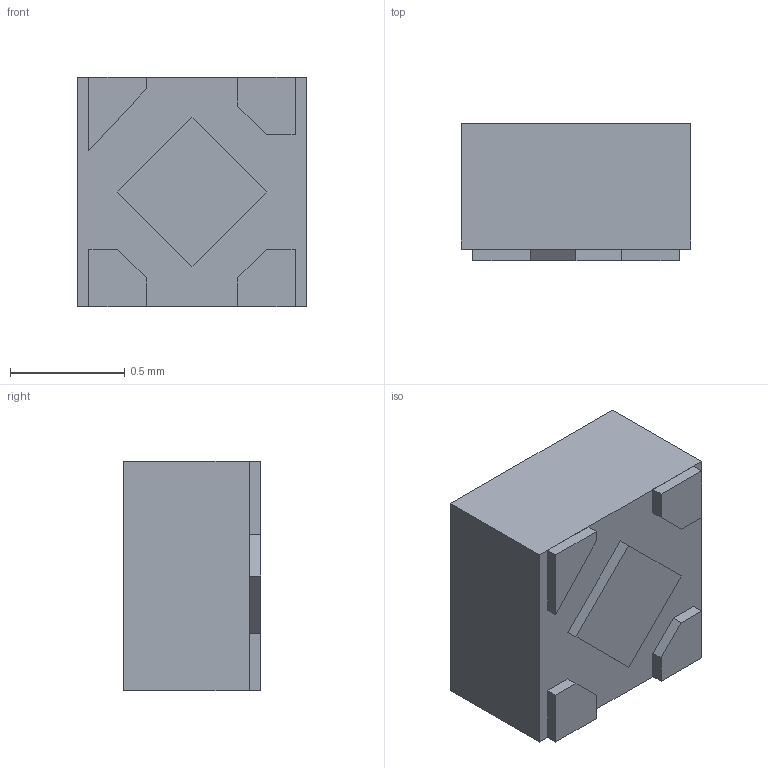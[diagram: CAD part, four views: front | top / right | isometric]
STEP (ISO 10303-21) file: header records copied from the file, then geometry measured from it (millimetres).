
FILE_DESCRIPTION (( 'STEP AP203' ), '1' );
FILE_NAME ('NCP114.STEP', '2021-02-07T17:46:40', ( '' ), ( '' ), 'SwSTEP 2.0', 'SolidWorks 2020', '' );
FILE_SCHEMA (( 'CONFIG_CONTROL_DESIGN' ));
Length unit declared in the file: millimetre
Products named in the file (3): NCP114; Encapsulado^NCP114; Pines^NCP114
Assembly tree (2 placements, depth 2):
  NCP114
    Encapsulado^NCP114
    Pines^NCP114
Bounding box: 1 x 0.6 x 1 mm (x, y, z)
Volume: 0.6 mm3; surface area: 5.3 mm2
Topology: 6 solids, 6 shells, 39 faces, 81 edges, 54 vertices
Faces by surface type: plane 39
Entity records: 1312 total; most frequent: CARTESIAN_POINT 179, DIRECTION 169, ORIENTED_EDGE 162, EDGE_CURVE 81, VECTOR 81, LINE 81, VERTEX_POINT 54, AXIS2_PLACEMENT_3D 44
